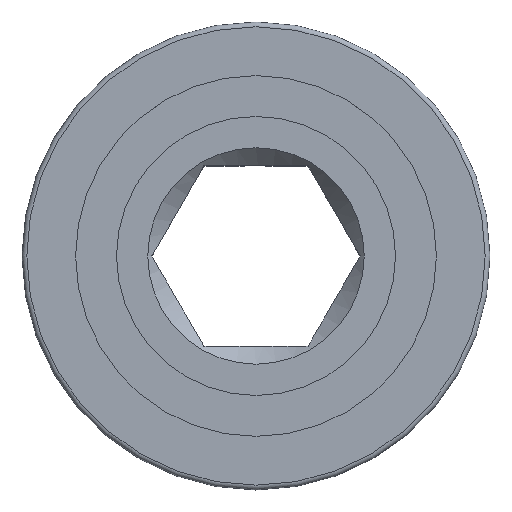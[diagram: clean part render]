
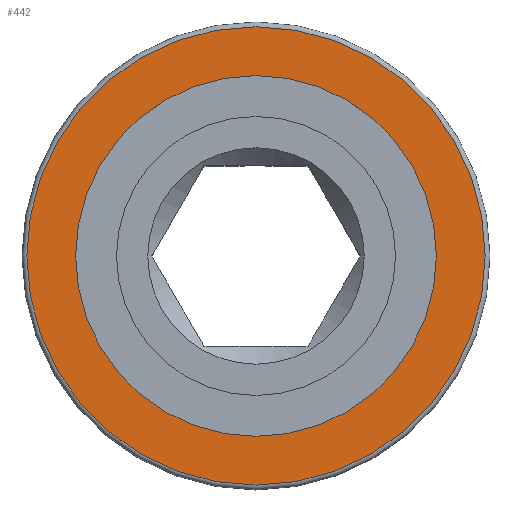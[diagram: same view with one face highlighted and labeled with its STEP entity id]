
A CAD part, top view. The second image highlights one B-rep face of the part: STEP entity #442.
In plain terms, the highlighted planar face has unit normal (0, 0, 1).
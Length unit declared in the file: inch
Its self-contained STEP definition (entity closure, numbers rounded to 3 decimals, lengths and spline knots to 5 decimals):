
#70 = DIRECTION ( 'NONE',  ( -1., 0., 0. ) ) ;
#93 = CIRCLE ( 'NONE', #732, 0.4765 ) ;
#108 = DIRECTION ( 'NONE',  ( 1., 0., 0. ) ) ;
#127 = CARTESIAN_POINT ( 'NONE',  ( -0.4765, 0., 0. ) ) ;
#166 = CARTESIAN_POINT ( 'NONE',  ( 0., 0., 0. ) ) ;
#193 = CARTESIAN_POINT ( 'NONE',  ( 0.375, 0., 0. ) ) ;
#195 = DIRECTION ( 'NONE',  ( 0., 0., -1. ) ) ;
#224 = CARTESIAN_POINT ( 'NONE',  ( 0., 0., 0. ) ) ;
#235 = DIRECTION ( 'NONE',  ( 0., 0., 1. ) ) ;
#243 = VERTEX_POINT ( 'NONE', #127 ) ;
#282 = EDGE_LOOP ( 'NONE', ( #590 ) ) ;
#293 = DIRECTION ( 'NONE',  ( 0., 0., 1. ) ) ;
#309 = VERTEX_POINT ( 'NONE', #193 ) ;
#344 = EDGE_LOOP ( 'NONE', ( #656 ) ) ;
#389 = AXIS2_PLACEMENT_3D ( 'NONE', #166, #293, #108 ) ;
#442 = ADVANCED_FACE ( 'NONE', ( #505, #736 ), #610, .F. ) ;
#505 = FACE_OUTER_BOUND ( 'NONE', #344, .T. ) ;
#528 = DIRECTION ( 'NONE',  ( -1., 0., 0. ) ) ;
#590 = ORIENTED_EDGE ( 'NONE', *, *, #641, .F. ) ;
#610 = PLANE ( 'NONE',  #771 ) ;
#641 = EDGE_CURVE ( 'NONE', #309, #309, #729, .T. ) ;
#656 = ORIENTED_EDGE ( 'NONE', *, *, #757, .T. ) ;
#729 = CIRCLE ( 'NONE', #389, 0.375 ) ;
#732 = AXIS2_PLACEMENT_3D ( 'NONE', #224, #235, #528 ) ;
#736 = FACE_BOUND ( 'NONE', #282, .T. ) ;
#743 = CARTESIAN_POINT ( 'NONE',  ( 0., 0.4865, 0. ) ) ;
#757 = EDGE_CURVE ( 'NONE', #243, #243, #93, .T. ) ;
#771 = AXIS2_PLACEMENT_3D ( 'NONE', #743, #195, #70 ) ;
